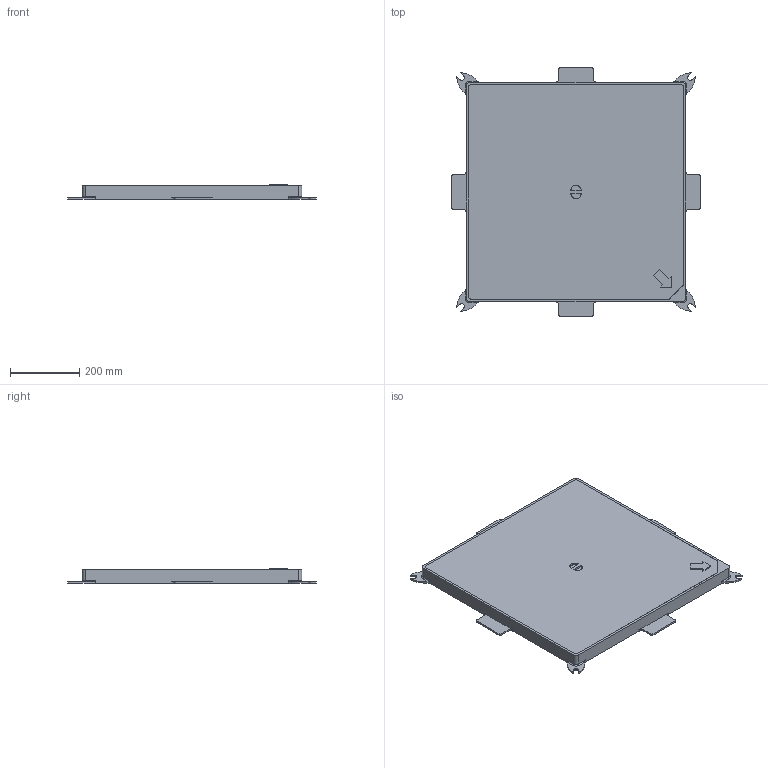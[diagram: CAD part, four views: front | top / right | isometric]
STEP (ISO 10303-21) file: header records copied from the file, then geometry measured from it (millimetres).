
FILE_DESCRIPTION((''),'2;1');
FILE_NAME('Vízórafedél személyautós 600x600.stp','2019-02-25T17:52:29',('HP'),(''),'Autodesk Inventor 2013','Autodesk Inventor 2013','');
FILE_SCHEMA(('AUTOMOTIVE_DESIGN { 1 0 10303 214 1 1 1 1 }'));
Length unit declared in the file: millimetre
Products named in the file (3): Vízórafedél személyautós 600x600; vizoraakna_01; vizoraakna_02
Assembly tree (2 placements, depth 2):
  Vízórafedél személyautós 600x600
    vizoraakna_01
    vizoraakna_02
Bounding box: 720 x 720 x 43 mm (x, y, z)
Volume: 4094240.3 mm3; surface area: 1276793.3 mm2
Topology: 2 solids, 2 shells, 177 faces, 488 edges, 320 vertices
Faces by surface type: plane 115, cylinder 56, torus 4, bspline 2
Entity records: 5852 total; most frequent: CARTESIAN_POINT 1188, ORIENTED_EDGE 976, DIRECTION 944, EDGE_CURVE 488, VECTOR 364, LINE 364, VERTEX_POINT 320, AXIS2_PLACEMENT_3D 290
